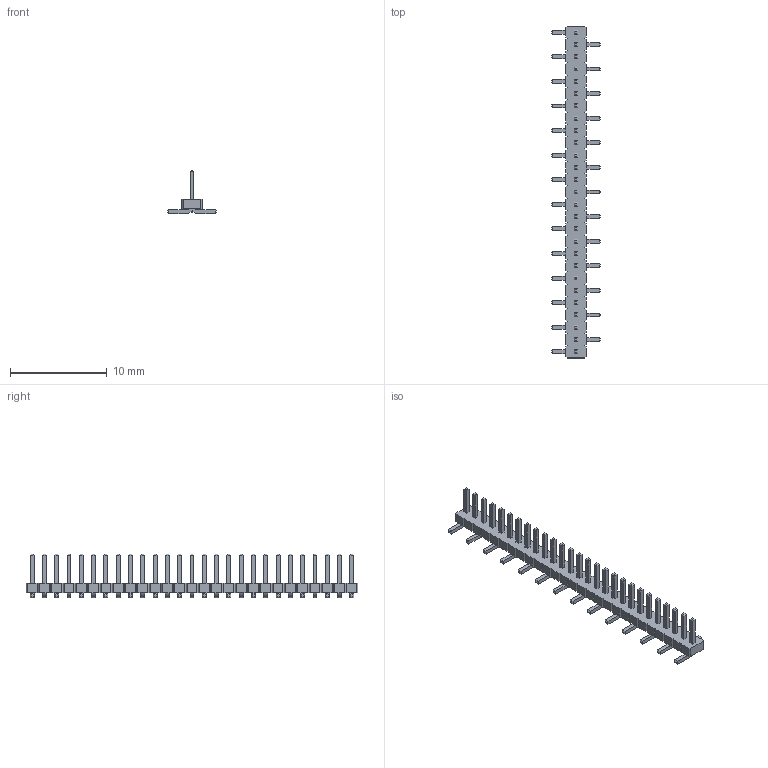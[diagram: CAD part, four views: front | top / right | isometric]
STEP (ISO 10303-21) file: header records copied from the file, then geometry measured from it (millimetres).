
FILE_DESCRIPTION(/* description */ ('model of Pin_Header_Straight_1x27_Pitch1.27mm_SMD_Pin1Left'),/* implementation_level */ '2;1');
FILE_NAME(/* name */ 'Pin_Header_Straight_1x27_Pitch1.27mm_SMD_Pin1Left.step',/* time_stamp */ '2017-08-19T06:06:02',/* author */ ('kicad StepUp','ksu'),/* organization */ ('FreeCAD'),/* preprocessor_version */ 'OCC',/* originating_system */ 'kicad StepUp',/* authorisation */ '');
FILE_SCHEMA(('AUTOMOTIVE_DESIGN { 1 0 10303 214 1 1 1 1 }'));
Length unit declared in the file: millimetre
Products named in the file (1): Pin_Header_Straight_1x27_Pitch127mm_SMD_Pin1Left
Bounding box: 5 x 34.29 x 4.5 mm (x, y, z)
Volume: 94.6 mm3; surface area: 452 mm2
Topology: 1 solids, 1 shells, 706 faces, 1734 edges, 1084 vertices
Faces by surface type: plane 652, cylinder 54
Entity records: 25133 total; most frequent: CARTESIAN_POINT 3525, ORIENTED_EDGE 3468, DIRECTION 3256, EDGE_CURVE 1734, LINE 1626, VECTOR 1626, VERTEX_POINT 1084, AXIS2_PLACEMENT_3D 815
